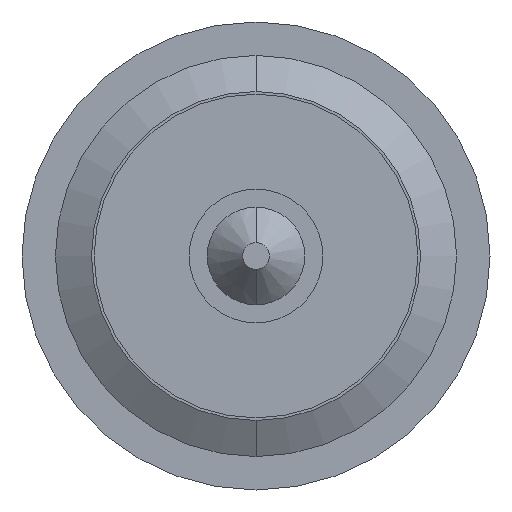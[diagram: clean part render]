
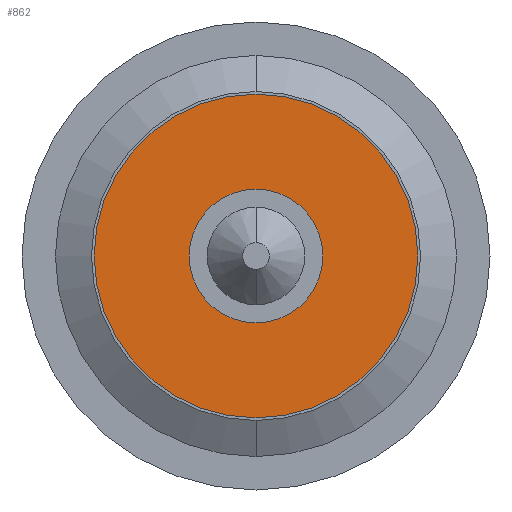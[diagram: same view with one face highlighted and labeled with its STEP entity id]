
A CAD part, front view. The second image highlights one B-rep face of the part: STEP entity #862.
In plain terms, the highlighted planar face has unit normal (0, -1, 0).
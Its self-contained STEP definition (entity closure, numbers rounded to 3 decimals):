
#94 = EDGE_LOOP ( 'NONE', ( #2438, #433 ) ) ;
#120 = AXIS2_PLACEMENT_3D ( 'NONE', #4241, #4665, #2535 ) ;
#266 = DIRECTION ( 'NONE',  ( 0., -1., 0. ) ) ;
#433 = ORIENTED_EDGE ( 'NONE', *, *, #2918, .F. ) ;
#547 = EDGE_CURVE ( 'Defeature ausgef�hrt2_84+Defeature ausgef�hrt2_83+Defeature ausgef�hrt2_83+Defeature ausgef�hrt2_83', #2348, #1212, #3145, .T. ) ;
#604 = ORIENTED_EDGE ( 'NONE', *, *, #3222, .F. ) ;
#862 = ADVANCED_FACE ( 'Defeature ausgef�hrt2_83', ( #2056, #2394 ), #2920, .F. ) ;
#1002 = VERTEX_POINT ( 'NONE', #5586 ) ;
#1047 = VERTEX_POINT ( 'NONE', #3380 ) ;
#1060 = DIRECTION ( 'NONE',  ( 0., 0., 1. ) ) ;
#1212 = VERTEX_POINT ( 'NONE', #4141 ) ;
#1304 = CARTESIAN_POINT ( 'NONE',  ( 0., -13.1, -1.21 ) ) ;
#1378 = AXIS2_PLACEMENT_3D ( 'NONE', #3283, #4925, #1060 ) ;
#1559 = CARTESIAN_POINT ( 'NONE',  ( 0.515, -13.1, 0. ) ) ;
#1604 = DIRECTION ( 'NONE',  ( 0., 0., 1. ) ) ;
#1640 = CIRCLE ( 'NONE', #1378, 1.21 ) ;
#1961 = CARTESIAN_POINT ( 'NONE',  ( 0., -13.1, 0. ) ) ;
#1969 = DIRECTION ( 'NONE',  ( 0., 0., 1. ) ) ;
#2056 = FACE_BOUND ( 'NONE', #94, .T. ) ;
#2348 = VERTEX_POINT ( 'NONE', #1304 ) ;
#2394 = FACE_OUTER_BOUND ( 'NONE', #5272, .T. ) ;
#2438 = ORIENTED_EDGE ( 'NONE', *, *, #5419, .F. ) ;
#2535 = DIRECTION ( 'NONE',  ( 0., 0., 1. ) ) ;
#2918 = EDGE_CURVE ( 'Defeature ausgef�hrt2_85+Defeature ausgef�hrt2_83+Defeature ausgef�hrt2_83+Defeature ausgef�hrt2_83', #1047, #1002, #4701, .T. ) ;
#2920 = PLANE ( 'NONE',  #3779 ) ;
#3145 = CIRCLE ( 'NONE', #3235, 1.21 ) ;
#3222 = EDGE_CURVE ( 'Defeature ausgef�hrt2_84+Defeature ausgef�hrt2_83+Defeature ausgef�hrt2_83+Defeature ausgef�hrt2_83', #1212, #2348, #1640, .T. ) ;
#3235 = AXIS2_PLACEMENT_3D ( 'NONE', #3696, #5086, #4236 ) ;
#3283 = CARTESIAN_POINT ( 'NONE',  ( 0., -13.1, 0. ) ) ;
#3380 = CARTESIAN_POINT ( 'NONE',  ( 0., -13.1, -0.5 ) ) ;
#3696 = CARTESIAN_POINT ( 'NONE',  ( 0., -13.1, 0. ) ) ;
#3779 = AXIS2_PLACEMENT_3D ( 'NONE', #1559, #4967, #1969 ) ;
#4141 = CARTESIAN_POINT ( 'NONE',  ( 0., -13.1, 1.21 ) ) ;
#4236 = DIRECTION ( 'NONE',  ( 0., 0., 1. ) ) ;
#4241 = CARTESIAN_POINT ( 'NONE',  ( 0., -13.1, 0. ) ) ;
#4665 = DIRECTION ( 'NONE',  ( 0., -1., 0. ) ) ;
#4701 = CIRCLE ( 'NONE', #5147, 0.5 ) ;
#4925 = DIRECTION ( 'NONE',  ( 0., 1., 0. ) ) ;
#4967 = DIRECTION ( 'NONE',  ( 0., 1., 0. ) ) ;
#4992 = CIRCLE ( 'NONE', #120, 0.5 ) ;
#5086 = DIRECTION ( 'NONE',  ( 0., 1., 0. ) ) ;
#5147 = AXIS2_PLACEMENT_3D ( 'NONE', #1961, #266, #1604 ) ;
#5272 = EDGE_LOOP ( 'NONE', ( #604, #5378 ) ) ;
#5378 = ORIENTED_EDGE ( 'NONE', *, *, #547, .F. ) ;
#5419 = EDGE_CURVE ( 'Defeature ausgef�hrt2_85+Defeature ausgef�hrt2_83+Defeature ausgef�hrt2_83+Defeature ausgef�hrt2_83', #1002, #1047, #4992, .T. ) ;
#5586 = CARTESIAN_POINT ( 'NONE',  ( 0., -13.1, 0.5 ) ) ;
